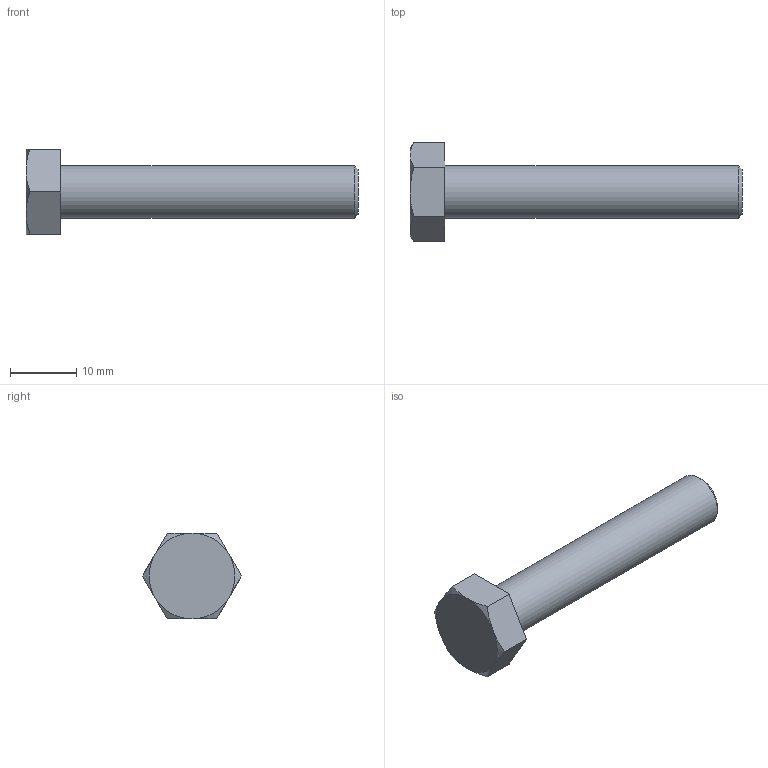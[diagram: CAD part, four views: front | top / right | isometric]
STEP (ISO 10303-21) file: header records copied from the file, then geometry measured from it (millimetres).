
FILE_DESCRIPTION(/* description */ (''),/* implementation_level */ '2;1');
FILE_NAME(/* name */ 'M8 45mm - Bolts.step',/* time_stamp */ '2020-09-29T08:30:01+02:00',/* author */ (''),/* organization */ (''),/* preprocessor_version */ 'ST-DEVELOPER v18.1',/* originating_system */ 'Autodesk Translation Framework v9.3.0.1241',/* authorisation */ '');
FILE_SCHEMA (('AUTOMOTIVE_DESIGN { 1 0 10303 214 3 1 1 }'));
Length unit declared in the file: millimetre
Products named in the file (1): 91287A307
Bounding box: 50.3 x 15.01 x 13 mm (x, y, z)
Volume: 3031 mm3; surface area: 1646.2 mm2
Topology: 1 solids, 1 shells, 17 faces, 35 edges, 21 vertices
Faces by surface type: plane 9, cone 7, cylinder 1
Full cylindrical faces by diameter (mm): 8 x1
Entity records: 463 total; most frequent: CARTESIAN_POINT 98, ORIENTED_EDGE 70, DIRECTION 68, EDGE_CURVE 35, AXIS2_PLACEMENT_3D 27, VERTEX_POINT 21, EDGE_LOOP 18, FACE_OUTER_BOUND 17
